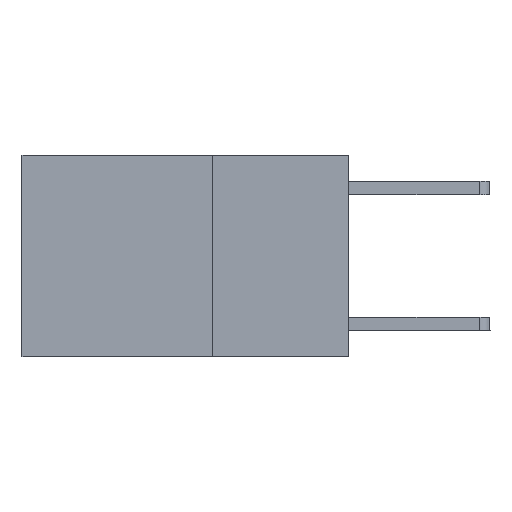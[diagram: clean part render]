
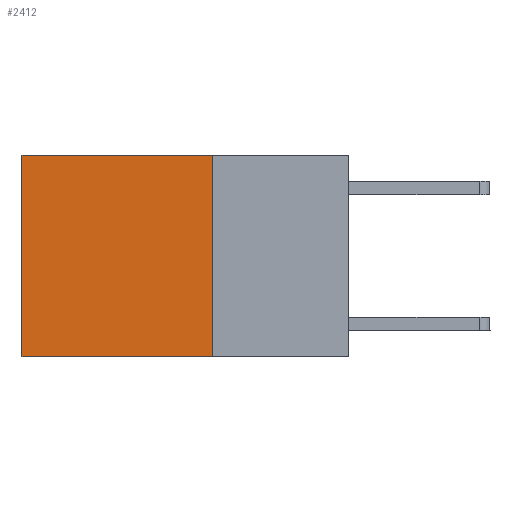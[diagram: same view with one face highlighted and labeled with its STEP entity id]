
A CAD part, left-side view. The second image highlights one B-rep face of the part: STEP entity #2412.
In plain terms, the highlighted planar face has unit normal (-1, 0, 0).
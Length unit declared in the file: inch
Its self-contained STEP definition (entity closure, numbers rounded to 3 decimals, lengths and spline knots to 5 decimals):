
#105 = EDGE_CURVE ( 'NONE', #5202, #122, #6182, .T. ) ;
#122 = VERTEX_POINT ( 'NONE', #3189 ) ;
#466 = ORIENTED_EDGE ( 'NONE', *, *, #1086, .T. ) ;
#834 = VECTOR ( 'NONE', #1131, 39.37008 ) ;
#1086 = EDGE_CURVE ( 'NONE', #2282, #5202, #9120, .T. ) ;
#1131 = DIRECTION ( 'NONE',  ( 0., 0., -1. ) ) ;
#1215 = CARTESIAN_POINT ( 'NONE',  ( 0.2625, 0.6, 0. ) ) ;
#1575 = CARTESIAN_POINT ( 'NONE',  ( 0.2625, 0.25, 0. ) ) ;
#1942 = ORIENTED_EDGE ( 'NONE', *, *, #6103, .F. ) ;
#2282 = VERTEX_POINT ( 'NONE', #9288 ) ;
#2412 = ADVANCED_FACE ( 'NONE', ( #7793 ), #3386, .F. ) ;
#2443 = CARTESIAN_POINT ( 'NONE',  ( 0.2625, 0.25, -0.37 ) ) ;
#3189 = CARTESIAN_POINT ( 'NONE',  ( 0.2625, 0.6, -0.37 ) ) ;
#3386 = PLANE ( 'NONE',  #7032 ) ;
#3824 = VECTOR ( 'NONE', #4638, 39.37008 ) ;
#4296 = DIRECTION ( 'NONE',  ( 1., 0., 0. ) ) ;
#4398 = VERTEX_POINT ( 'NONE', #2443 ) ;
#4638 = DIRECTION ( 'NONE',  ( 0., 0., -1. ) ) ;
#5202 = VERTEX_POINT ( 'NONE', #6007 ) ;
#5330 = ORIENTED_EDGE ( 'NONE', *, *, #7461, .F. ) ;
#5349 = LINE ( 'NONE', #10751, #7434 ) ;
#5843 = CARTESIAN_POINT ( 'NONE',  ( 0.2625, 0.25, 0. ) ) ;
#6007 = CARTESIAN_POINT ( 'NONE',  ( 0.2625, 0.6, 0. ) ) ;
#6103 = EDGE_CURVE ( 'NONE', #2282, #4398, #7739, .T. ) ;
#6182 = LINE ( 'NONE', #1215, #3824 ) ;
#6514 = CARTESIAN_POINT ( 'NONE',  ( 0.2625, 0.25, 0. ) ) ;
#6600 = DIRECTION ( 'NONE',  ( 0., 1., 0. ) ) ;
#7032 = AXIS2_PLACEMENT_3D ( 'NONE', #1575, #4296, #10308 ) ;
#7434 = VECTOR ( 'NONE', #6600, 39.37008 ) ;
#7457 = EDGE_LOOP ( 'NONE', ( #7480, #5330, #1942, #466 ) ) ;
#7461 = EDGE_CURVE ( 'NONE', #4398, #122, #5349, .T. ) ;
#7480 = ORIENTED_EDGE ( 'NONE', *, *, #105, .T. ) ;
#7739 = LINE ( 'NONE', #6514, #834 ) ;
#7793 = FACE_OUTER_BOUND ( 'NONE', #7457, .T. ) ;
#9120 = LINE ( 'NONE', #5843, #10963 ) ;
#9288 = CARTESIAN_POINT ( 'NONE',  ( 0.2625, 0.25, 0. ) ) ;
#10248 = DIRECTION ( 'NONE',  ( 0., 1., 0. ) ) ;
#10308 = DIRECTION ( 'NONE',  ( 0., 0., -1. ) ) ;
#10751 = CARTESIAN_POINT ( 'NONE',  ( 0.2625, 0.25, -0.37 ) ) ;
#10963 = VECTOR ( 'NONE', #10248, 39.37008 ) ;
